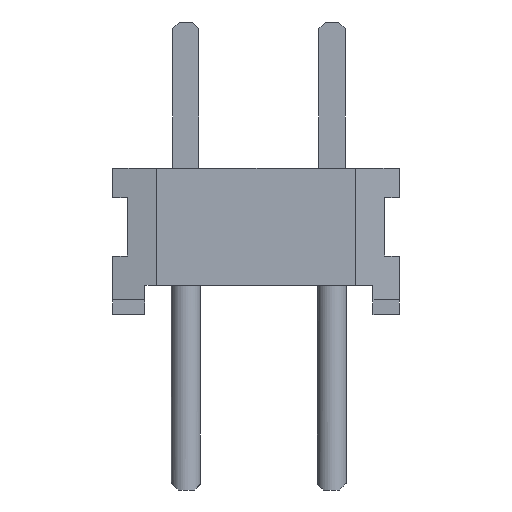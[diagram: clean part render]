
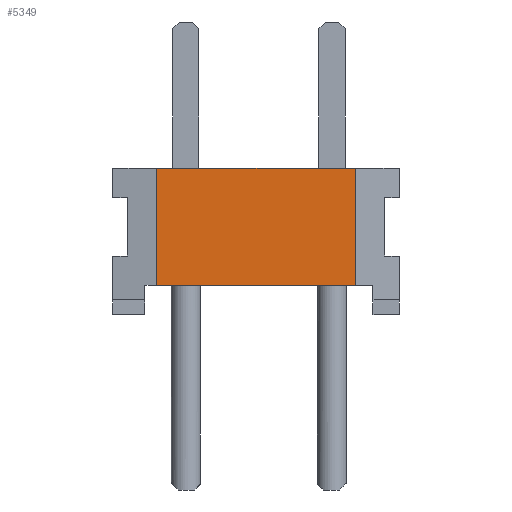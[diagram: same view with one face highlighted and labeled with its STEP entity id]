
A CAD part, left-side view. The second image highlights one B-rep face of the part: STEP entity #5349.
In plain terms, the highlighted planar face has unit normal (-1, 0, 0).
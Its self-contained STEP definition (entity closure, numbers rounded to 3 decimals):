
#5349 = ADVANCED_FACE('',(#5350),#5384,.F.);
#5350 = FACE_BOUND('',#5351,.T.);
#5351 = EDGE_LOOP('',(#5352,#5362,#5370,#5378));
#5352 = ORIENTED_EDGE('',*,*,#5353,.F.);
#5353 = EDGE_CURVE('',#5354,#5356,#5358,.T.);
#5354 = VERTEX_POINT('',#5355);
#5355 = CARTESIAN_POINT('',(-6.35,1.778,2.54));
#5356 = VERTEX_POINT('',#5357);
#5357 = CARTESIAN_POINT('',(-6.35,-1.676,2.54));
#5358 = LINE('',#5359,#5360);
#5359 = CARTESIAN_POINT('',(-6.35,2.54,2.54));
#5360 = VECTOR('',#5361,1.);
#5361 = DIRECTION('',(0.,-1.,0.));
#5362 = ORIENTED_EDGE('',*,*,#5363,.T.);
#5363 = EDGE_CURVE('',#5354,#5364,#5366,.T.);
#5364 = VERTEX_POINT('',#5365);
#5365 = CARTESIAN_POINT('',(-6.35,1.778,0.508));
#5366 = LINE('',#5367,#5368);
#5367 = CARTESIAN_POINT('',(-6.35,1.778,2.54));
#5368 = VECTOR('',#5369,1.);
#5369 = DIRECTION('',(0.,0.,-1.));
#5370 = ORIENTED_EDGE('',*,*,#5371,.T.);
#5371 = EDGE_CURVE('',#5364,#5372,#5374,.T.);
#5372 = VERTEX_POINT('',#5373);
#5373 = CARTESIAN_POINT('',(-6.35,-1.676,0.508));
#5374 = LINE('',#5375,#5376);
#5375 = CARTESIAN_POINT('',(-6.35,1.981,0.508));
#5376 = VECTOR('',#5377,1.);
#5377 = DIRECTION('',(0.,-1.,0.));
#5378 = ORIENTED_EDGE('',*,*,#5379,.T.);
#5379 = EDGE_CURVE('',#5372,#5356,#5380,.T.);
#5380 = LINE('',#5381,#5382);
#5381 = CARTESIAN_POINT('',(-6.35,-1.676,2.54));
#5382 = VECTOR('',#5383,1.);
#5383 = DIRECTION('',(0.,0.,1.));
#5384 = PLANE('',#5385);
#5385 = AXIS2_PLACEMENT_3D('',#5386,#5387,#5388);
#5386 = CARTESIAN_POINT('',(-6.35,2.54,2.54));
#5387 = DIRECTION('',(1.,0.,0.));
#5388 = DIRECTION('',(0.,1.,0.));
